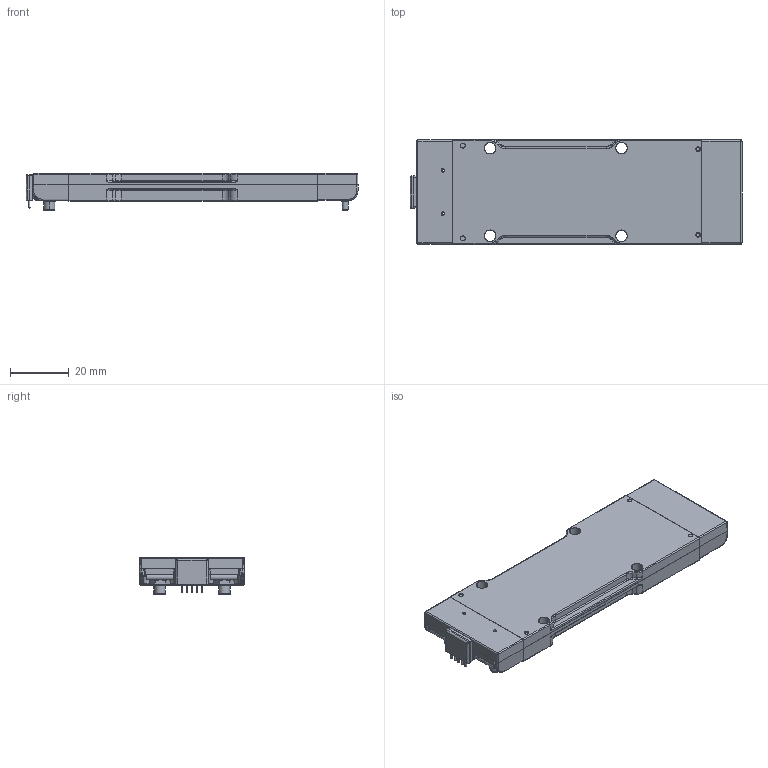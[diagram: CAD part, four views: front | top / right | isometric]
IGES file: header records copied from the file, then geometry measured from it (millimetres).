
Start section: SolidWorks IGES file using analytic representation for surfaces
Global section: file name: VIA_HV_BCM_4414_BoardMount_ShortPin W COMM.IGS; native system: SolidWorks 2017; preprocessor: SolidWorks 2017; author: mlindstedt; date: 210823.092456; units: inch
Bounding box: 112.76 x 35.54 x 12.6 mm (x, y, z)
Surface area: 24796 mm2 (no closed solid volume)
Topology: 0 solids, 0 shells, 1380 faces, 13995 edges, 13968 vertices
Faces by surface type: revolution 781, bspline 599
